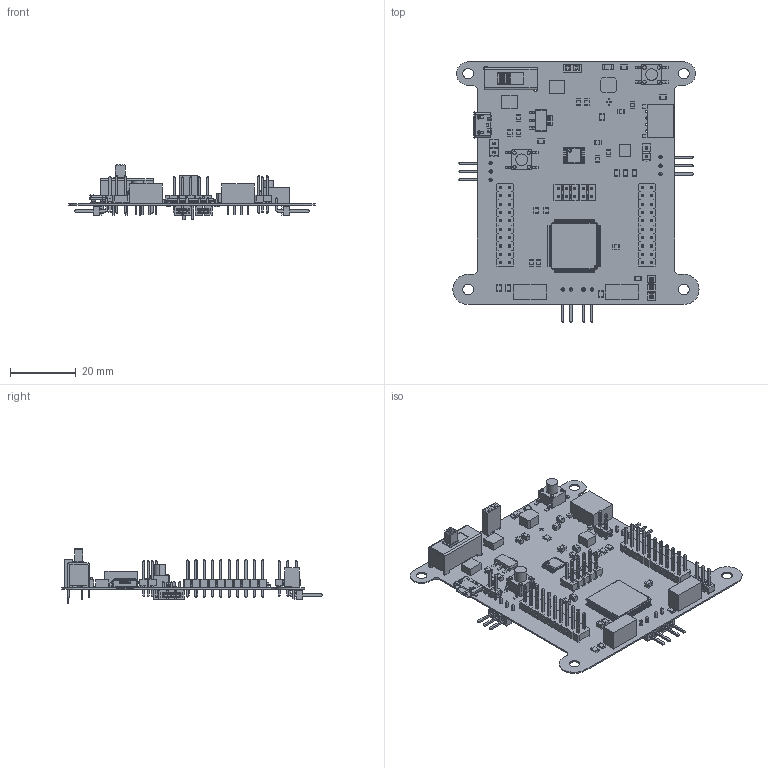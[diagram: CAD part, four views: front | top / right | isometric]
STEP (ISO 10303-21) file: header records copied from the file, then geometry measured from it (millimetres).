
FILE_DESCRIPTION(('Open CASCADE Model'),'2;1');
FILE_NAME('Open CASCADE Shape Model','2020-04-24T15:21:42',('Author'),( 'Open CASCADE'),'Open CASCADE STEP processor 6.8','Open CASCADE 6.8' ,'Unknown');
FILE_SCHEMA(('AUTOMOTIVE_DESIGN { 1 0 10303 214 1 1 1 1 }'));
Length unit declared in the file: millimetre
Products named in the file (117): PCB; Board; Open CASCADE STEP translator 6.8 2.1.1; C15; 6190070848; Extruded; 6190070368; U4; 6189755552; R16; 6190367504; 6190367104; R15; P12; TSW-103-08-X-S-RA; P11; P10; TSW-102-08-X-S-RA; P9; J3; TSW-103-07-X-S; J1; 61302021121; 6130xx21121_PIN; C3; 6190067648; 6190067328; SW3; c-1825255-1-a-3d; R14; R13; R12; R11; 6190066608; 6190066848; D1; 6190070048; D2; P7; 6190056928 ...
Assembly tree (340 placements, depth 4):
  PCB
    Board
      Open CASCADE STEP translator 6.8 2.1.1
    C15
      6190070848  x2
        Extruded
      6190070368
        Extruded
    U4
      6189755552
        Extruded
    R16
      6190367504  x2
        Extruded
      6190367104
        Extruded
    R15
      6190367504  x2
        Extruded
      6190367104
        Extruded
    P12
      TSW-103-08-X-S-RA
    P11
      TSW-103-08-X-S-RA
    P10
      TSW-102-08-X-S-RA
    P9
      TSW-102-08-X-S-RA
    J3
      TSW-103-07-X-S
    J1
      61302021121
        6130xx21121_PIN  x20
        61302021121
    C3
      6190067648  x2
        Extruded
      6190067328
        Extruded
    SW3
      c-1825255-1-a-3d
    R14
      6190367104
        Extruded
      6190367504  x2
        Extruded
    R13
      6190367104
        Extruded
      6190367504  x2
        Extruded
    R12
      6190367104
        Extruded
      6190367504  x2
        Extruded
    R11
      6190066608
        Extruded
Bounding box: 74.7 x 78.99 x 16.93 mm (x, y, z)
Volume: 5918.1 mm3; surface area: 17380.5 mm2
Topology: 282 solids, 282 shells, 5593 faces, 13807 edges, 8845 vertices
Faces by surface type: plane 4704, cylinder 859, sphere 30
Full cylindrical faces by diameter (mm): 0.254 x4, 0.8 x4, 0.9 x3, 1 x8, 1.02 x27, 1.04 x2, 1.1 x40, 1.4 x2, 3.2 x4
Entity records: 77084 total; most frequent: CARTESIAN_POINT 12445, DIRECTION 11637, ORIENTED_EDGE 11630, EDGE_CURVE 5815, LINE 5085, VECTOR 5085, VERTEX_POINT 3677, AXIS2_PLACEMENT_3D 3276
